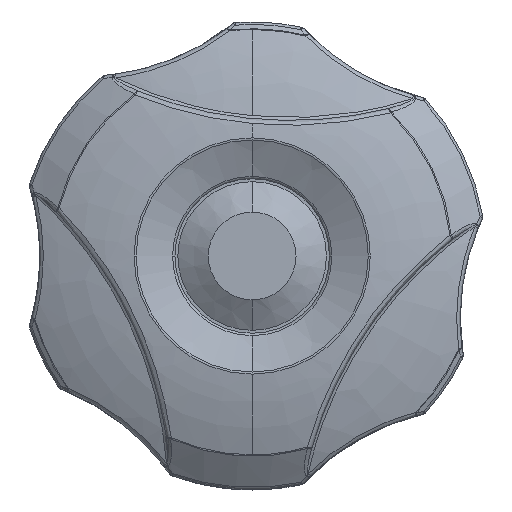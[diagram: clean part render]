
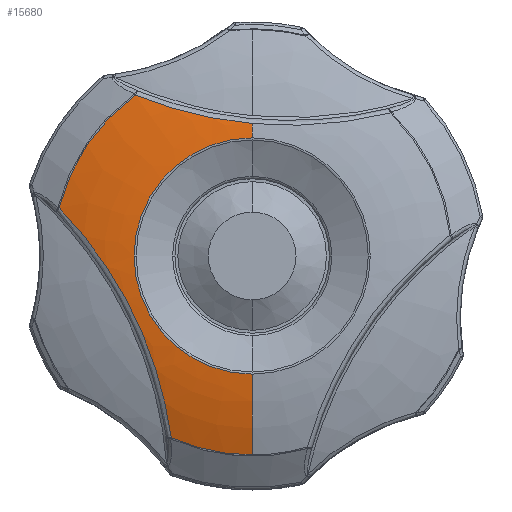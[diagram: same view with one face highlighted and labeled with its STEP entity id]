
A CAD part, left-side view. The second image highlights one B-rep face of the part: STEP entity #15680.
In plain terms, the highlighted toroidal (fillet/blend) face has major radius 6.511 mm and minor radius 30.6 mm.
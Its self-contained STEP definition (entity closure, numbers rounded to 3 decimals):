
#788 = CARTESIAN_POINT ( 'NONE',  ( -21.406, 9.361, -6.626 ) ) ;
#857 = CIRCLE ( 'NONE', #5705, 10.093 ) ;
#979 = CARTESIAN_POINT ( 'NONE',  ( -21.224, 8.369, -9.265 ) ) ;
#1042 = B_SPLINE_CURVE_WITH_KNOTS ( 'NONE', 3,
 ( #9361, #5145, #2093, #15554, #10989, #8095, #12326, #18137, #5055, #15365 ),
 .UNSPECIFIED., .F., .F.,
 ( 4, 2, 2, 2, 4 ),
 ( 0.012, 0.015, 0.017, 0.02, 0.023 ),
 .UNSPECIFIED. ) ;
#1835 = CARTESIAN_POINT ( 'NONE',  ( -19.949, 0., -17.001 ) ) ;
#2018 = AXIS2_PLACEMENT_3D ( 'NONE', #18260, #7929, #16632 ) ;
#2093 = CARTESIAN_POINT ( 'NONE',  ( -21.377, 1.728, 11.512 ) ) ;
#2218 = VERTEX_POINT ( 'NONE', #12018 ) ;
#2429 = CARTESIAN_POINT ( 'NONE',  ( 8.796, 0., 6.511 ) ) ;
#2495 = CARTESIAN_POINT ( 'NONE',  ( -20.997, 13.518, 0.62 ) ) ;
#2961 = VERTEX_POINT ( 'NONE', #1835 ) ;
#3308 = CIRCLE ( 'NONE', #5071, 30.6 ) ;
#3394 = VERTEX_POINT ( 'NONE', #11339 ) ;
#3648 = DIRECTION ( 'NONE',  ( -1., 0., 0. ) ) ;
#3816 = CARTESIAN_POINT ( 'NONE',  ( -19.949, 16.495, 4.114 ) ) ;
#3844 = VERTEX_POINT ( 'NONE', #10338 ) ;
#3938 = DIRECTION ( 'NONE',  ( 0., 0., -1. ) ) ;
#3960 = CARTESIAN_POINT ( 'NONE',  ( -19.949, 6.914, -15.532 ) ) ;
#4049 = CARTESIAN_POINT ( 'NONE',  ( -20.846, 7.598, -11.939 ) ) ;
#4088 = VERTEX_POINT ( 'NONE', #5792 ) ;
#5055 = CARTESIAN_POINT ( 'NONE',  ( -20.208, 9.217, 13.441 ) ) ;
#5071 = AXIS2_PLACEMENT_3D ( 'NONE', #2429, #14546, #7457 ) ;
#5112 = ORIENTED_EDGE ( 'NONE', *, *, #15966, .T. ) ;
#5145 = CARTESIAN_POINT ( 'NONE',  ( -21.411, 0.863, 11.398 ) ) ;
#5271 = VERTEX_POINT ( 'NONE', #17344 ) ;
#5344 = CARTESIAN_POINT ( 'NONE',  ( -20.463, 7.203, -13.735 ) ) ;
#5698 = CARTESIAN_POINT ( 'NONE',  ( 8.796, 0., 0. ) ) ;
#5705 = AXIS2_PLACEMENT_3D ( 'NONE', #6356, #13730, #18294 ) ;
#5792 = CARTESIAN_POINT ( 'NONE',  ( -19.949, 9.994, 13.753 ) ) ;
#5874 = EDGE_CURVE ( 'NONE', #4088, #15811, #8108, .T. ) ;
#5960 = AXIS2_PLACEMENT_3D ( 'NONE', #18311, #3648, #3938 ) ;
#6225 = EDGE_CURVE ( 'NONE', #2961, #5271, #15754, .T. ) ;
#6356 = CARTESIAN_POINT ( 'NONE',  ( -21.593, 0., 0. ) ) ;
#6512 = EDGE_LOOP ( 'NONE', ( #8516, #9429, #14789, #5112, #7599, #13841, #7169, #18712 ) ) ;
#6582 = AXIS2_PLACEMENT_3D ( 'NONE', #13296, #15091, #7436 ) ;
#7096 = CARTESIAN_POINT ( 'NONE',  ( -21.593, 0., 0. ) ) ;
#7169 = ORIENTED_EDGE ( 'NONE', *, *, #5874, .T. ) ;
#7403 = AXIS2_PLACEMENT_3D ( 'NONE', #7096, #17623, #15900 ) ;
#7436 = DIRECTION ( 'NONE',  ( 0., -1., 0. ) ) ;
#7457 = DIRECTION ( 'NONE',  ( 1., 0., 0. ) ) ;
#7599 = ORIENTED_EDGE ( 'NONE', *, *, #12925, .F. ) ;
#7706 = TOROIDAL_SURFACE ( 'NONE', #12599, 6.511, 30.6 ) ;
#7929 = DIRECTION ( 'NONE',  ( 0., 1., 0. ) ) ;
#8095 = CARTESIAN_POINT ( 'NONE',  ( -20.943, 5.97, 12.391 ) ) ;
#8108 = CIRCLE ( 'NONE', #5960, 17.001 ) ;
#8211 = CARTESIAN_POINT ( 'NONE',  ( -19.949, 16.495, 4.114 ) ) ;
#8310 = CARTESIAN_POINT ( 'NONE',  ( -21.304, 11.942, -1.681 ) ) ;
#8408 = CARTESIAN_POINT ( 'NONE',  ( -20.846, 14.087, 1.364 ) ) ;
#8516 = ORIENTED_EDGE ( 'NONE', *, *, #13142, .F. ) ;
#8820 = EDGE_CURVE ( 'NONE', #5271, #3844, #857, .T. ) ;
#9152 = EDGE_CURVE ( 'NONE', #15811, #3394, #14010, .T. ) ;
#9361 = CARTESIAN_POINT ( 'NONE',  ( -21.424, 0., 11.318 ) ) ;
#9429 = ORIENTED_EDGE ( 'NONE', *, *, #6225, .T. ) ;
#10302 = DIRECTION ( 'NONE',  ( 0., 0., 1. ) ) ;
#10338 = CARTESIAN_POINT ( 'NONE',  ( -21.593, 10.093, 0. ) ) ;
#10989 = CARTESIAN_POINT ( 'NONE',  ( -21.174, 4.297, 11.98 ) ) ;
#11206 = CIRCLE ( 'NONE', #6582, 17.001 ) ;
#11289 = CARTESIAN_POINT ( 'NONE',  ( -20.996, 7.831, -11.044 ) ) ;
#11339 = CARTESIAN_POINT ( 'NONE',  ( -19.949, 6.914, -15.532 ) ) ;
#11833 = FACE_OUTER_BOUND ( 'NONE', #6512, .T. ) ;
#12000 = CIRCLE ( 'NONE', #7403, 10.093 ) ;
#12018 = CARTESIAN_POINT ( 'NONE',  ( -21.593, 0., 10.093 ) ) ;
#12326 = CARTESIAN_POINT ( 'NONE',  ( -20.796, 6.794, 12.626 ) ) ;
#12541 = EDGE_CURVE ( 'NONE', #16575, #4088, #1042, .T. ) ;
#12599 = AXIS2_PLACEMENT_3D ( 'NONE', #5698, #18687, #10302 ) ;
#12620 = CARTESIAN_POINT ( 'NONE',  ( -20.229, 15.869, 3.464 ) ) ;
#12717 = CARTESIAN_POINT ( 'NONE',  ( -21.225, 12.446, -0.901 ) ) ;
#12925 = EDGE_CURVE ( 'NONE', #16575, #2218, #3308, .T. ) ;
#13142 = EDGE_CURVE ( 'NONE', #2961, #3394, #11206, .T. ) ;
#13296 = CARTESIAN_POINT ( 'NONE',  ( -19.949, 0., 0. ) ) ;
#13730 = DIRECTION ( 'NONE',  ( 1., 0., 0. ) ) ;
#13841 = ORIENTED_EDGE ( 'NONE', *, *, #12541, .T. ) ;
#14010 = B_SPLINE_CURVE_WITH_KNOTS ( 'NONE', 3,
 ( #8211, #12620, #18248, #8408, #2495, #12717, #8310, #14054, #15661, #16811, #788, #18543, #979, #11289, #4049, #5344, #14158, #3960 ),
 .UNSPECIFIED., .F., .F.,
 ( 4, 2, 2, 2, 2, 2, 2, 2, 4 ),
 ( 0., 0.003, 0.006, 0.008, 0.011, 0.014, 0.017, 0.02, 0.023 ),
 .UNSPECIFIED. ) ;
#14054 = CARTESIAN_POINT ( 'NONE',  ( -21.405, 10.996, -3.279 ) ) ;
#14158 = CARTESIAN_POINT ( 'NONE',  ( -20.228, 7.04, -14.638 ) ) ;
#14546 = DIRECTION ( 'NONE',  ( 0., -1., 0. ) ) ;
#14789 = ORIENTED_EDGE ( 'NONE', *, *, #8820, .T. ) ;
#15091 = DIRECTION ( 'NONE',  ( 1., 0., 0. ) ) ;
#15365 = CARTESIAN_POINT ( 'NONE',  ( -19.949, 9.994, 13.753 ) ) ;
#15554 = CARTESIAN_POINT ( 'NONE',  ( -21.259, 3.448, 11.803 ) ) ;
#15661 = CARTESIAN_POINT ( 'NONE',  ( -21.429, 10.555, -4.096 ) ) ;
#15680 = ADVANCED_FACE ( 'NONE', ( #11833 ), #7706, .T. ) ;
#15754 = CIRCLE ( 'NONE', #2018, 30.6 ) ;
#15811 = VERTEX_POINT ( 'NONE', #3816 ) ;
#15900 = DIRECTION ( 'NONE',  ( 0., -1., 0. ) ) ;
#15966 = EDGE_CURVE ( 'NONE', #3844, #2218, #12000, .T. ) ;
#16575 = VERTEX_POINT ( 'NONE', #18298 ) ;
#16632 = DIRECTION ( 'NONE',  ( 0., 0., 1. ) ) ;
#16811 = CARTESIAN_POINT ( 'NONE',  ( -21.43, 9.737, -5.77 ) ) ;
#17344 = CARTESIAN_POINT ( 'NONE',  ( -21.593, 0., -10.093 ) ) ;
#17623 = DIRECTION ( 'NONE',  ( 1., 0., 0. ) ) ;
#18137 = CARTESIAN_POINT ( 'NONE',  ( -20.429, 8.417, 13.15 ) ) ;
#18248 = CARTESIAN_POINT ( 'NONE',  ( -20.462, 15.261, 2.784 ) ) ;
#18260 = CARTESIAN_POINT ( 'NONE',  ( 8.796, 0., -6.511 ) ) ;
#18294 = DIRECTION ( 'NONE',  ( 0., -1., 0. ) ) ;
#18298 = CARTESIAN_POINT ( 'NONE',  ( -21.424, 0., 11.318 ) ) ;
#18311 = CARTESIAN_POINT ( 'NONE',  ( -19.949, 0., 0. ) ) ;
#18543 = CARTESIAN_POINT ( 'NONE',  ( -21.304, 8.676, -8.378 ) ) ;
#18687 = DIRECTION ( 'NONE',  ( -1., 0., 0. ) ) ;
#18712 = ORIENTED_EDGE ( 'NONE', *, *, #9152, .T. ) ;
